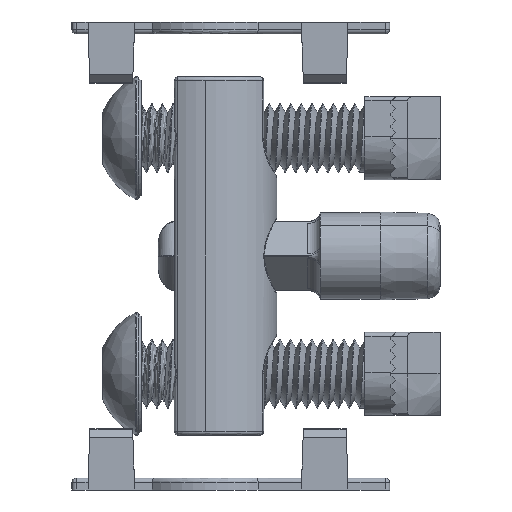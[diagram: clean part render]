
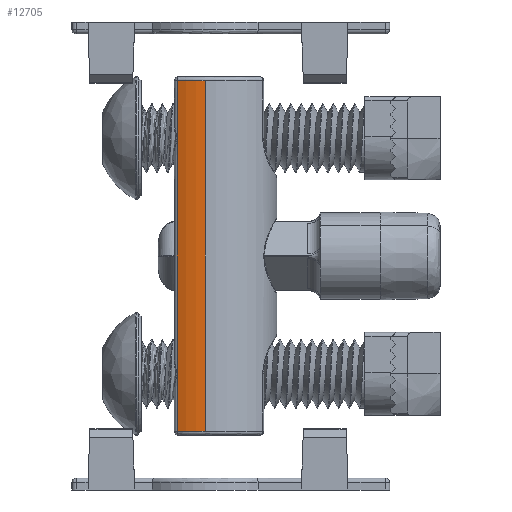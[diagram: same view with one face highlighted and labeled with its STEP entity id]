
A CAD part, left-side view. The second image highlights one B-rep face of the part: STEP entity #12705.
In plain terms, the highlighted cylindrical face has radius 8.4 mm (diameter 16.8 mm), a partial arc.
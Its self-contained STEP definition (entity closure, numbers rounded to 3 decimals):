
#12681 = ORIENTED_EDGE ( 'NONE', *, *, #27301, .F. ) ;
#12705 = ADVANCED_FACE ( 'NONE', ( #19334 ), #19339, .T. ) ;
#13012 = ORIENTED_EDGE ( 'NONE', *, *, #13584, .T. ) ;
#13434 = VERTEX_POINT ( 'NONE', #22187 ) ;
#13567 = VERTEX_POINT ( 'NONE', #22480 ) ;
#13584 = EDGE_CURVE ( 'NONE', #13567, #13434, #22517, .T. ) ;
#13680 = VERTEX_POINT ( 'NONE', #22681 ) ;
#19332 = AXIS2_PLACEMENT_3D ( 'NONE', #19337, #19350, #19349 ) ;
#19334 = FACE_OUTER_BOUND ( 'NONE', #27255, .T. ) ;
#19337 = CARTESIAN_POINT ( 'NONE',  ( 0., 0., 21. ) ) ;
#19339 = CYLINDRICAL_SURFACE ( 'NONE', #19332, 8.4 ) ;
#19349 = DIRECTION ( 'NONE',  ( -1., 0., 0. ) ) ;
#19350 = DIRECTION ( 'NONE',  ( 0., 0., -1. ) ) ;
#22187 = CARTESIAN_POINT ( 'NONE',  ( -7.726, 3.296, -20.5 ) ) ;
#22480 = CARTESIAN_POINT ( 'NONE',  ( -7.726, 3.296, 20.5 ) ) ;
#22516 = VECTOR ( 'NONE', #22520, 1000. ) ;
#22517 = LINE ( 'NONE', #22522, #22516 ) ;
#22520 = DIRECTION ( 'NONE',  ( 0., 0., -1. ) ) ;
#22522 = CARTESIAN_POINT ( 'NONE',  ( -7.726, 3.296, 21. ) ) ;
#22681 = CARTESIAN_POINT ( 'NONE',  ( -8.4, 0., 20.5 ) ) ;
#24512 = CIRCLE ( 'NONE', #24537, 8.4 ) ;
#24537 = AXIS2_PLACEMENT_3D ( 'NONE', #24559, #24558, #24556 ) ;
#24556 = DIRECTION ( 'NONE',  ( -1., 0., 0. ) ) ;
#24558 = DIRECTION ( 'NONE',  ( 0., 0., 1. ) ) ;
#24559 = CARTESIAN_POINT ( 'NONE',  ( 0., 0., -20.5 ) ) ;
#25199 = CIRCLE ( 'NONE', #25301, 8.4 ) ;
#25298 = DIRECTION ( 'NONE',  ( -1., 0., 0. ) ) ;
#25299 = DIRECTION ( 'NONE',  ( 0., 0., -1. ) ) ;
#25300 = CARTESIAN_POINT ( 'NONE',  ( 0., 0., 20.5 ) ) ;
#25301 = AXIS2_PLACEMENT_3D ( 'NONE', #25300, #25299, #25298 ) ;
#25412 = EDGE_CURVE ( 'NONE', #13434, #27303, #24512, .T. ) ;
#25828 = CARTESIAN_POINT ( 'NONE',  ( -8.4, 0., 21. ) ) ;
#25829 = LINE ( 'NONE', #25828, #25852 ) ;
#25835 = CARTESIAN_POINT ( 'NONE',  ( -8.4, 0., -20.5 ) ) ;
#25851 = DIRECTION ( 'NONE',  ( 0., 0., -1. ) ) ;
#25852 = VECTOR ( 'NONE', #25851, 1000. ) ;
#27021 = ORIENTED_EDGE ( 'NONE', *, *, #25412, .T. ) ;
#27022 = ORIENTED_EDGE ( 'NONE', *, *, #27036, .T. ) ;
#27036 = EDGE_CURVE ( 'NONE', #13680, #13567, #25199, .T. ) ;
#27255 = EDGE_LOOP ( 'NONE', ( #12681, #27022, #13012, #27021 ) ) ;
#27301 = EDGE_CURVE ( 'NONE', #13680, #27303, #25829, .T. ) ;
#27303 = VERTEX_POINT ( 'NONE', #25835 ) ;
